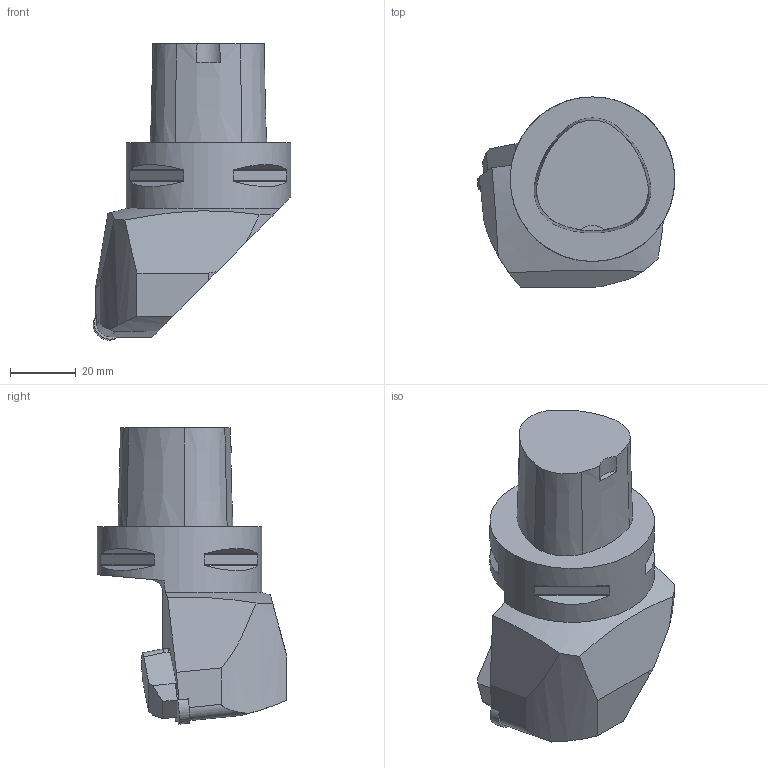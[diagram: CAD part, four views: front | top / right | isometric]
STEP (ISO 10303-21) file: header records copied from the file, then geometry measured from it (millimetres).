
FILE_DESCRIPTION(/* description */ (''),/* implementation_level */ '2;1');
FILE_NAME(/* name */ '1517912223919.stp',/* time_stamp */ '2018-02-06T11:17:08+01:00',/* author */ (''),/* organization */ ('SMS'),/* preprocessor_version */ 'ST-DEVELOPER v15',/* originating_system */ 'SIEMENS PLM Software NX 8.5',/* authorisation */ '');
FILE_SCHEMA (('AUTOMOTIVE_DESIGN { 1 0 10303 214 3 1 1 1 }'));
Length unit declared in the file: millimetre
Products named in the file (4): 201438562mod000_00; 201376110mod000_00; ASSEMBLY_CONSTRUCTION; 201438561mod000_00
Assembly tree (3 placements, depth 2):
  201438561mod000_00
    ASSEMBLY_CONSTRUCTION
    201376110mod000_00
    201438562mod000_00
Bounding box: 59.99 x 57.7 x 89.98 mm (x, y, z)
Volume: 106908.5 mm3; surface area: 16091.1 mm2
Topology: 2 solids, 2 shells, 83 faces, 220 edges, 154 vertices
Faces by surface type: plane 46, cylinder 26, cone 7, extrusion 4
Full cylindrical faces by diameter (mm): 50 x1
Entity records: 3178 total; most frequent: CARTESIAN_POINT 946, ORIENTED_EDGE 434, DIRECTION 432, EDGE_CURVE 217, AXIS2_PLACEMENT_3D 153, VERTEX_POINT 144, VECTOR 126, LINE 122
